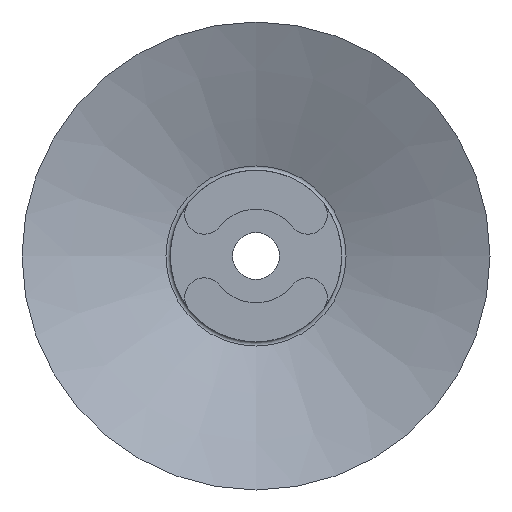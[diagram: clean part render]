
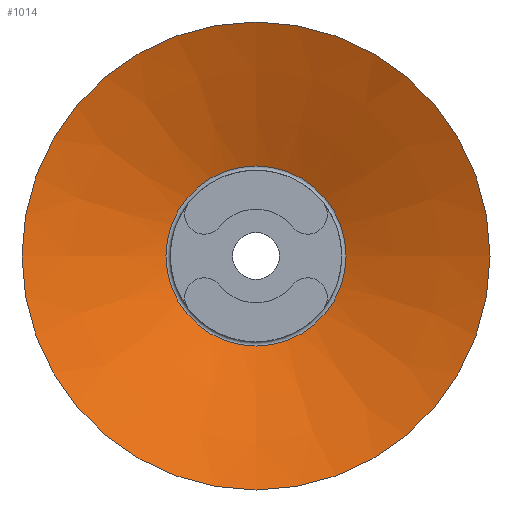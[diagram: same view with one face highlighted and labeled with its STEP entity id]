
A CAD part, front view. The second image highlights one B-rep face of the part: STEP entity #1014.
In plain terms, the highlighted conical face has half-angle 68 degrees and reference radius 5.775 mm.
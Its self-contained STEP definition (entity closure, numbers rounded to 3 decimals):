
#41=CONICAL_SURFACE('',#1101,5.775,1.187);
#98=CIRCLE('',#1100,5.775);
#99=CIRCLE('',#1102,15.);
#191=ORIENTED_EDGE('',*,*,#354,.T.);
#192=ORIENTED_EDGE('',*,*,#353,.F.);
#353=EDGE_CURVE('',#420,#420,#98,.T.);
#354=EDGE_CURVE('',#421,#421,#99,.T.);
#420=VERTEX_POINT('',#1536);
#421=VERTEX_POINT('',#1539);
#515=EDGE_LOOP('',(#191));
#516=EDGE_LOOP('',(#192));
#587=FACE_BOUND('',#515,.T.);
#588=FACE_BOUND('',#516,.T.);
#1014=ADVANCED_FACE('',(#587,#588),#41,.F.);
#1100=AXIS2_PLACEMENT_3D('',#1535,#1273,#1274);
#1101=AXIS2_PLACEMENT_3D('',#1537,#1275,#1276);
#1102=AXIS2_PLACEMENT_3D('',#1538,#1277,#1278);
#1273=DIRECTION('',(0.,-1.,0.));
#1274=DIRECTION('',(0.,0.,-1.));
#1275=DIRECTION('',(0.,-1.,0.));
#1276=DIRECTION('',(0.,0.,-1.));
#1277=DIRECTION('',(0.,-1.,0.));
#1278=DIRECTION('',(0.,0.,-1.));
#1535=CARTESIAN_POINT('',(0.,3.727,0.));
#1536=CARTESIAN_POINT('',(0.,3.727,-5.775));
#1537=CARTESIAN_POINT('',(0.,3.727,0.));
#1538=CARTESIAN_POINT('',(0.,0.,0.));
#1539=CARTESIAN_POINT('',(0.,0.,-15.));
